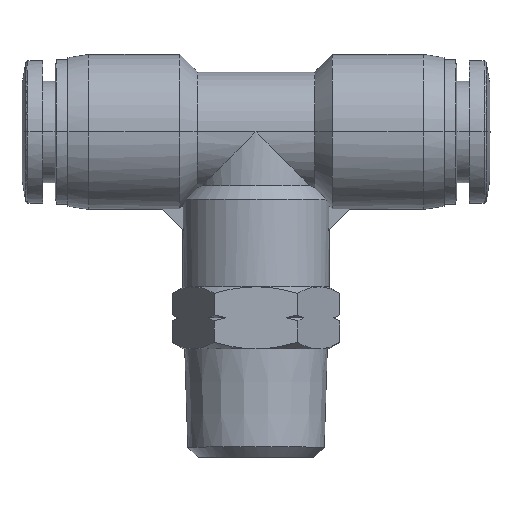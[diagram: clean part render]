
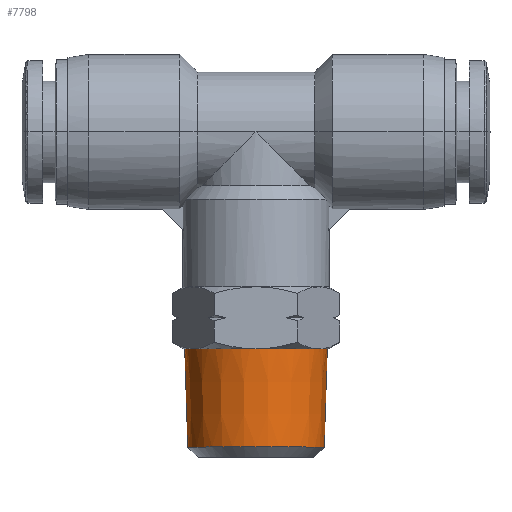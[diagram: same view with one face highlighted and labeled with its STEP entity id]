
A CAD part, top view. The second image highlights one B-rep face of the part: STEP entity #7798.
In plain terms, the highlighted conical face has half-angle 1.79 degrees and reference radius 6.9 mm.
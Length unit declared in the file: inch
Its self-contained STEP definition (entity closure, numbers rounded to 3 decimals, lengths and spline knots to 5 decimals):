
#285 = CARTESIAN_POINT ( 'NONE',  ( 0.13681, -0.23622, 0.23737 ) ) ;
#387 = CARTESIAN_POINT ( 'NONE',  ( 0.27165, -0.23622, 0. ) ) ;
#509 = ORIENTED_EDGE ( 'NONE', *, *, #6584, .T. ) ;
#600 = DIRECTION ( 'NONE',  ( 0., 1., 0. ) ) ;
#634 = ORIENTED_EDGE ( 'NONE', *, *, #4810, .F. ) ;
#770 = FACE_OUTER_BOUND ( 'NONE', #5985, .T. ) ;
#929 = CARTESIAN_POINT ( 'NONE',  ( 0.03556, -0.23622, 0.27165 ) ) ;
#958 = DIRECTION ( 'NONE',  ( 0., -1., 0. ) ) ;
#990 = LINE ( 'NONE', #2935, #7370 ) ;
#1198 = EDGE_CURVE ( 'NONE', #4423, #3937, #7421, .T. ) ;
#1519 = CARTESIAN_POINT ( 'NONE',  ( 0.27165, -0.23622, 0. ) ) ;
#1544 = CARTESIAN_POINT ( 'NONE',  ( -0.0711, -0.23622, 0.26458 ) ) ;
#1807 = CARTESIAN_POINT ( 'NONE',  ( 0., -0.23622, 0. ) ) ;
#2164 = CARTESIAN_POINT ( 'NONE',  ( -0.16694, -0.23622, 0.21723 ) ) ;
#2462 = B_SPLINE_CURVE_WITH_KNOTS ( 'NONE', 3,
 ( #1519, #7025, #7081, #3373, #7677, #4002, #285, #4620, #929, #5252, #1544, #5881, #2164, #6502, #2789, #7108, #3401, #7705 ),
 .UNSPECIFIED., .F., .F.,
 ( 4, 2, 2, 2, 2, 2, 2, 2, 4 ),
 ( 0.5, 0.5625, 0.625, 0.6875, 0.75, 0.8125, 0.875, 0.9375, 1. ),
 .UNSPECIFIED. ) ;
#2789 = CARTESIAN_POINT ( 'NONE',  ( -0.23737, -0.23622, 0.13681 ) ) ;
#2935 = CARTESIAN_POINT ( 'NONE',  ( -0.27165, -0.23622, 0. ) ) ;
#3060 = CARTESIAN_POINT ( 'NONE',  ( 0.27165, -0.23622, 0. ) ) ;
#3203 = CARTESIAN_POINT ( 'NONE',  ( -0.25996, -0.61026, 0. ) ) ;
#3373 = CARTESIAN_POINT ( 'NONE',  ( 0.23737, -0.23622, 0.13681 ) ) ;
#3401 = CARTESIAN_POINT ( 'NONE',  ( -0.27165, -0.23622, 0.03556 ) ) ;
#3694 = DIRECTION ( 'NONE',  ( -1., 0., 0. ) ) ;
#3937 = VERTEX_POINT ( 'NONE', #3060 ) ;
#4002 = CARTESIAN_POINT ( 'NONE',  ( 0.16694, -0.23622, 0.21723 ) ) ;
#4029 = CIRCLE ( 'NONE', #7817, 0.25996 ) ;
#4423 = VERTEX_POINT ( 'NONE', #6374 ) ;
#4620 = CARTESIAN_POINT ( 'NONE',  ( 0.0711, -0.23622, 0.26458 ) ) ;
#4651 = CARTESIAN_POINT ( 'NONE',  ( 0., -0.61026, 0. ) ) ;
#4810 = EDGE_CURVE ( 'NONE', #4423, #5624, #4029, .T. ) ;
#5024 = VERTEX_POINT ( 'NONE', #5389 ) ;
#5252 = CARTESIAN_POINT ( 'NONE',  ( -0.03556, -0.23622, 0.27165 ) ) ;
#5278 = DIRECTION ( 'NONE',  ( -1., 0., 0. ) ) ;
#5389 = CARTESIAN_POINT ( 'NONE',  ( -0.27165, -0.23622, 0. ) ) ;
#5624 = VERTEX_POINT ( 'NONE', #3203 ) ;
#5881 = CARTESIAN_POINT ( 'NONE',  ( -0.13681, -0.23622, 0.23737 ) ) ;
#5966 = VECTOR ( 'NONE', #7940, 39.37008 ) ;
#5985 = EDGE_LOOP ( 'NONE', ( #634, #6359, #509, #6420 ) ) ;
#6359 = ORIENTED_EDGE ( 'NONE', *, *, #1198, .T. ) ;
#6374 = CARTESIAN_POINT ( 'NONE',  ( 0.25996, -0.61026, 0. ) ) ;
#6420 = ORIENTED_EDGE ( 'NONE', *, *, #7303, .F. ) ;
#6502 = CARTESIAN_POINT ( 'NONE',  ( -0.21723, -0.23622, 0.16694 ) ) ;
#6584 = EDGE_CURVE ( 'NONE', #3937, #5024, #2462, .T. ) ;
#6685 = DIRECTION ( 'NONE',  ( -0.031, 1., 0. ) ) ;
#7025 = CARTESIAN_POINT ( 'NONE',  ( 0.27165, -0.23622, 0.03556 ) ) ;
#7081 = CARTESIAN_POINT ( 'NONE',  ( 0.26458, -0.23622, 0.0711 ) ) ;
#7108 = CARTESIAN_POINT ( 'NONE',  ( -0.26458, -0.23622, 0.0711 ) ) ;
#7303 = EDGE_CURVE ( 'NONE', #5624, #5024, #990, .T. ) ;
#7370 = VECTOR ( 'NONE', #6685, 39.37008 ) ;
#7421 = LINE ( 'NONE', #387, #5966 ) ;
#7677 = CARTESIAN_POINT ( 'NONE',  ( 0.21723, -0.23622, 0.16694 ) ) ;
#7705 = CARTESIAN_POINT ( 'NONE',  ( -0.27165, -0.23622, 0. ) ) ;
#7798 = ADVANCED_FACE ( 'NONE', ( #770 ), #7973, .T. ) ;
#7817 = AXIS2_PLACEMENT_3D ( 'NONE', #4651, #958, #5278 ) ;
#7831 = AXIS2_PLACEMENT_3D ( 'NONE', #1807, #600, #3694 ) ;
#7940 = DIRECTION ( 'NONE',  ( 0.031, 1., 0. ) ) ;
#7973 = CONICAL_SURFACE ( 'NONE', #7831, 0.27165, 0.031 ) ;
